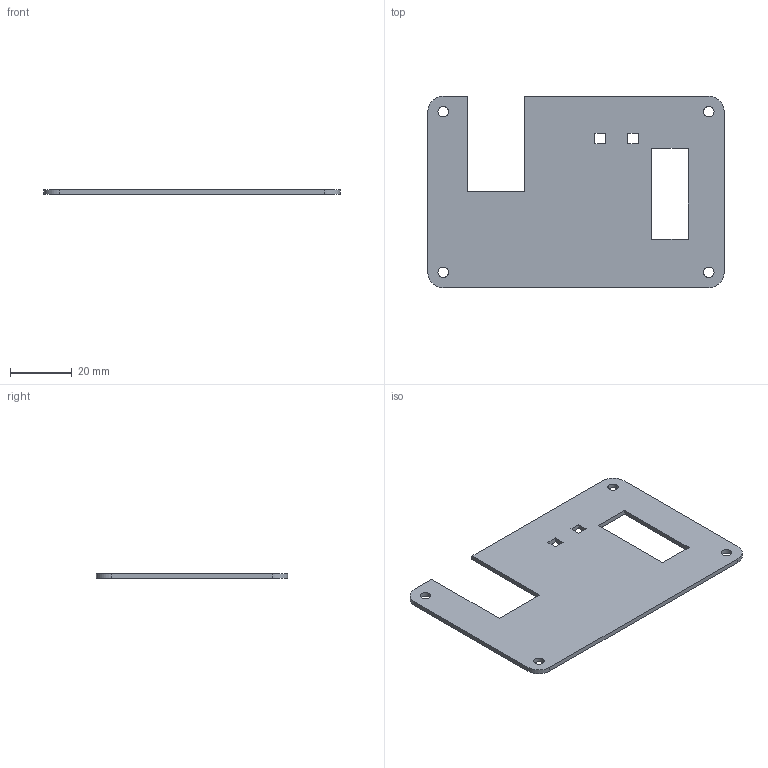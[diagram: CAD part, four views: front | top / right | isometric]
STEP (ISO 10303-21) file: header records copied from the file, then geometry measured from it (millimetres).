
FILE_DESCRIPTION(/* description */ (''),/* implementation_level */ '2;1');
FILE_NAME(/* name */ 'hackpad-case-top.step',/* time_stamp */ '2025-07-31T15:13:27+01:00',/* author */ (''),/* organization */ (''),/* preprocessor_version */ 'ST-DEVELOPER v20.1',/* originating_system */ 'Autodesk Translation Framework v14.10.0.0',/* authorisation */ '');
FILE_SCHEMA (('AUTOMOTIVE_DESIGN { 1 0 10303 214 3 1 1 }'));
Length unit declared in the file: millimetre
Products named in the file (1): 2025-07-31-12-35-31-489
Bounding box: 96.12 x 62.08 x 1.5 mm (x, y, z)
Volume: 7431.6 mm3; surface area: 10724.1 mm2
Topology: 1 solids, 1 shells, 238 faces, 666 edges, 444 vertices
Faces by surface type: bspline 143, plane 87, cylinder 8
Full cylindrical faces by diameter (mm): 3.4 x4
Entity records: 9004 total; most frequent: CARTESIAN_POINT 3780, ORIENTED_EDGE 1332, EDGE_CURVE 666, DIRECTION 588, VERTEX_POINT 444, LINE 364, VECTOR 364, B_SPLINE_CURVE_WITH_KNOTS 286
